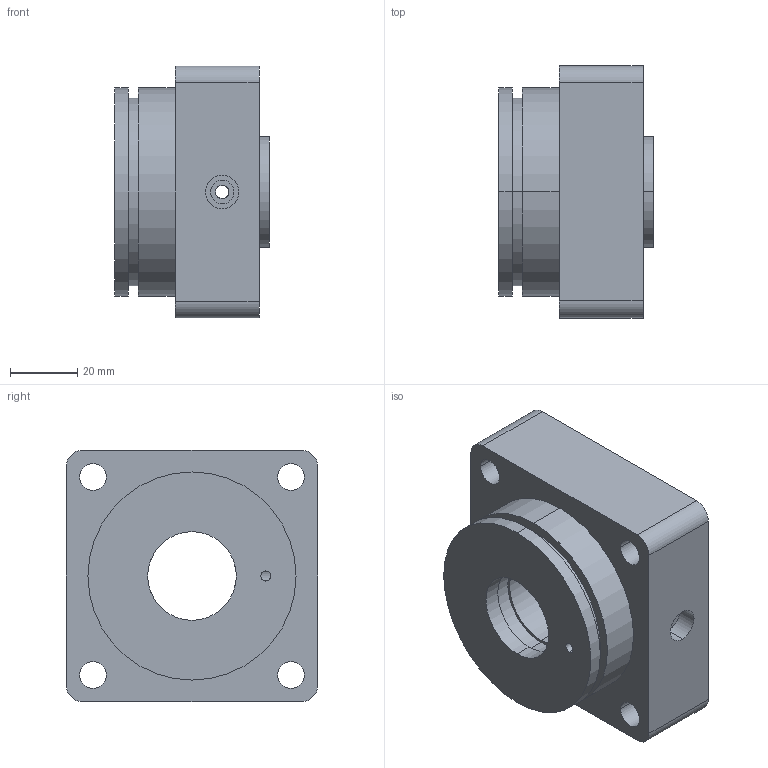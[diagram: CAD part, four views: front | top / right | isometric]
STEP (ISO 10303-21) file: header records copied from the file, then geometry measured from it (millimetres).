
FILE_DESCRIPTION (( 'STEP AP203' ), '1' );
FILE_NAME ('1.flasque arri_re_D_faut.STEP_Default_sldprt.STEP', '2023-03-14T03:15:33', ( '' ), ( '' ), 'SwSTEP 2.0', 'SolidWorks 2021', '' );
FILE_SCHEMA (( 'CONFIG_CONTROL_DESIGN' ));
Length unit declared in the file: millimetre
Products named in the file (1): 1.flasque arri_re_D_faut.STEP_Default_sldprt
Bounding box: 46 x 75 x 75 mm (x, y, z)
Volume: 161582.5 mm3; surface area: 29742 mm2
Topology: 1 solids, 1 shells, 50 faces, 124 edges, 83 vertices
Faces by surface type: cylinder 36, plane 14
Entity records: 1779 total; most frequent: CARTESIAN_POINT 433, DIRECTION 284, ORIENTED_EDGE 244, EDGE_CURVE 122, AXIS2_PLACEMENT_3D 118, VERTEX_POINT 81, EDGE_LOOP 73, CIRCLE 67
